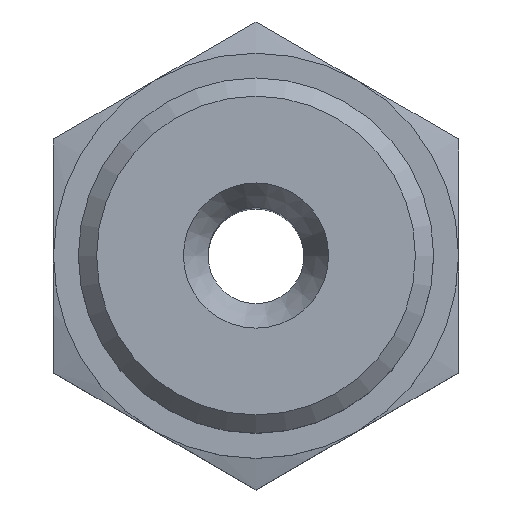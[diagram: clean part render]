
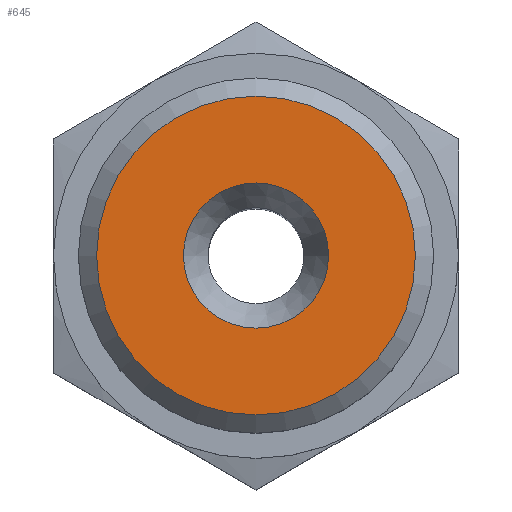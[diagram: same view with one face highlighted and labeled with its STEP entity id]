
A CAD part, top view. The second image highlights one B-rep face of the part: STEP entity #645.
In plain terms, the highlighted planar face has unit normal (0, 0, 1).
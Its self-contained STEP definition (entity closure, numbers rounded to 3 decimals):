
#37=PLANE('',#694);
#61=CIRCLE('',#695,7.475);
#62=CIRCLE('',#696,3.405);
#110=ORIENTED_EDGE('',*,*,#220,.F.);
#111=ORIENTED_EDGE('',*,*,#221,.T.);
#220=EDGE_CURVE('',#263,#263,#61,.T.);
#221=EDGE_CURVE('',#264,#264,#62,.T.);
#263=VERTEX_POINT('',#996);
#264=VERTEX_POINT('',#998);
#312=EDGE_LOOP('',(#110));
#313=EDGE_LOOP('',(#111));
#358=FACE_BOUND('',#312,.T.);
#359=FACE_BOUND('',#313,.T.);
#645=ADVANCED_FACE('',(#358,#359),#37,.F.);
#694=AXIS2_PLACEMENT_3D('',#994,#777,#778);
#695=AXIS2_PLACEMENT_3D('',#995,#779,#780);
#696=AXIS2_PLACEMENT_3D('',#997,#781,#782);
#777=DIRECTION('',(0.,0.,-1.));
#778=DIRECTION('',(-1.,0.,0.));
#779=DIRECTION('',(0.,0.,-1.));
#780=DIRECTION('',(-1.,0.,0.));
#781=DIRECTION('',(0.,0.,-1.));
#782=DIRECTION('',(-1.,0.,0.));
#994=CARTESIAN_POINT('',(0.,0.,0.));
#995=CARTESIAN_POINT('',(0.,0.,0.));
#996=CARTESIAN_POINT('',(-7.475,0.,0.));
#997=CARTESIAN_POINT('',(0.,0.,0.));
#998=CARTESIAN_POINT('',(-3.405,0.,0.));
